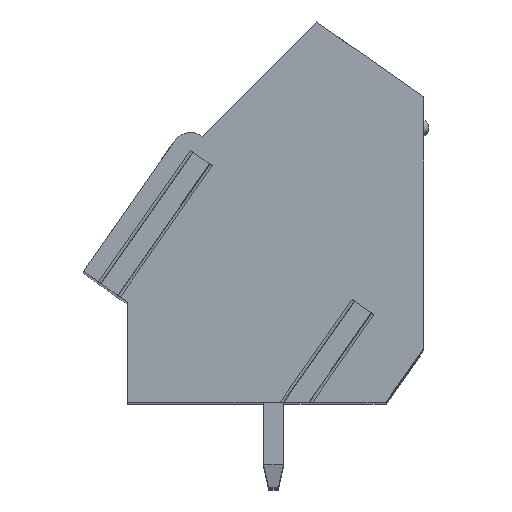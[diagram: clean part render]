
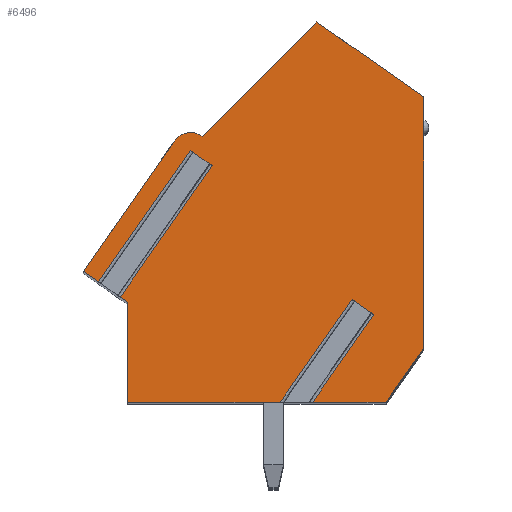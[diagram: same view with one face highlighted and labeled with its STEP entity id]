
A CAD part, top view. The second image highlights one B-rep face of the part: STEP entity #6496.
In plain terms, the highlighted planar face has unit normal (0, 0, 1).
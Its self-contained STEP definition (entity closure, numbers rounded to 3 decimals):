
#14=DIRECTION('',(-0.819,0.574,0.));
#15=VECTOR('',#14,1.085);
#16=CARTESIAN_POINT('',(4.498,-3.239,53.34));
#17=LINE('',#16,#15);
#18=DIRECTION('',(-0.574,-0.819,0.));
#19=VECTOR('',#18,5.115);
#20=CARTESIAN_POINT('',(3.61,-2.616,53.34));
#21=LINE('',#20,#19);
#22=DIRECTION('',(1.,0.,0.));
#23=VECTOR('',#22,6.246);
#24=CARTESIAN_POINT('',(-5.57,-6.807,53.34));
#25=LINE('',#24,#23);
#26=DIRECTION('',(0.,-1.,0.));
#27=VECTOR('',#26,4.087);
#28=CARTESIAN_POINT('',(-5.57,-2.72,53.34));
#29=LINE('',#28,#27);
#30=DIRECTION('',(0.819,-0.574,0.));
#31=VECTOR('',#30,0.355);
#32=CARTESIAN_POINT('',(-5.861,-2.516,53.34));
#33=LINE('',#32,#31);
#34=DIRECTION('',(-0.574,-0.819,0.));
#35=VECTOR('',#34,6.55);
#36=CARTESIAN_POINT('',(-2.104,2.849,53.34));
#37=LINE('',#36,#35);
#38=DIRECTION('',(-0.819,0.574,0.));
#39=VECTOR('',#38,1.085);
#40=CARTESIAN_POINT('',(-2.104,2.849,53.34));
#41=LINE('',#40,#39);
#42=DIRECTION('',(-0.574,-0.819,0.));
#43=VECTOR('',#42,6.55);
#44=CARTESIAN_POINT('',(-2.993,3.471,53.34));
#45=LINE('',#44,#43);
#46=DIRECTION('',(0.819,-0.574,0.));
#47=VECTOR('',#46,0.757);
#48=CARTESIAN_POINT('',(-7.37,-1.46,53.34));
#49=LINE('',#48,#47);
#50=DIRECTION('',(-0.574,-0.819,0.));
#51=VECTOR('',#50,6.486);
#52=CARTESIAN_POINT('',(-3.65,3.853,53.34));
#53=LINE('',#52,#51);
#54=CARTESIAN_POINT('',(-2.986,3.406,53.34));
#55=DIRECTION('',(0.,0.,1.));
#56=DIRECTION('',(0.598,0.802,0.));
#57=AXIS2_PLACEMENT_3D('',#54,#55,#56);
#59=DIRECTION('',(-0.707,-0.707,0.));
#60=VECTOR('',#59,6.609);
#61=CARTESIAN_POINT('',(2.165,8.721,53.34));
#62=LINE('',#61,#60);
#63=DIRECTION('',(-0.819,0.574,0.));
#64=VECTOR('',#63,5.329);
#65=CARTESIAN_POINT('',(6.53,5.664,53.34));
#66=LINE('',#65,#64);
#67=DIRECTION('',(0.,1.,0.));
#68=VECTOR('',#67,10.286);
#69=CARTESIAN_POINT('',(6.53,-4.622,53.34));
#70=LINE('',#69,#68);
#71=DIRECTION('',(0.574,0.819,0.));
#72=VECTOR('',#71,2.667);
#73=CARTESIAN_POINT('',(5.,-6.807,53.34));
#74=LINE('',#73,#72);
#75=DIRECTION('',(1.,0.,0.));
#76=VECTOR('',#75,3.);
#77=CARTESIAN_POINT('',(2.,-6.807,53.34));
#78=LINE('',#77,#76);
#79=DIRECTION('',(-0.574,-0.819,0.));
#80=VECTOR('',#79,4.355);
#81=CARTESIAN_POINT('',(4.498,-3.239,53.34));
#82=LINE('',#81,#80);
#5078=CARTESIAN_POINT('',(-2.508,4.048,53.34));
#5079=CARTESIAN_POINT('',(-3.65,3.853,53.34));
#5080=VERTEX_POINT('',#5078);
#5081=VERTEX_POINT('',#5079);
#5082=CARTESIAN_POINT('',(-7.37,-1.46,53.34));
#5083=VERTEX_POINT('',#5082);
#5084=CARTESIAN_POINT('',(-5.57,-2.72,53.34));
#5085=CARTESIAN_POINT('',(-5.57,-6.807,53.34));
#5086=VERTEX_POINT('',#5084);
#5087=VERTEX_POINT('',#5085);
#5088=CARTESIAN_POINT('',(5.,-6.807,53.34));
#5089=CARTESIAN_POINT('',(6.53,-4.622,53.34));
#5090=VERTEX_POINT('',#5088);
#5091=VERTEX_POINT('',#5089);
#5092=CARTESIAN_POINT('',(6.53,5.664,53.34));
#5093=VERTEX_POINT('',#5092);
#5094=CARTESIAN_POINT('',(2.165,8.721,53.34));
#5095=VERTEX_POINT('',#5094);
#5222=CARTESIAN_POINT('',(-2.104,2.849,53.34));
#5223=CARTESIAN_POINT('',(-2.993,3.471,53.34));
#5224=VERTEX_POINT('',#5222);
#5225=VERTEX_POINT('',#5223);
#5226=CARTESIAN_POINT('',(-5.861,-2.516,
53.34));
#5227=VERTEX_POINT('',#5226);
#5228=CARTESIAN_POINT('',(-6.75,-1.894,
53.34));
#5229=VERTEX_POINT('',#5228);
#5277=CARTESIAN_POINT('',(4.498,-3.239,53.34));
#5278=CARTESIAN_POINT('',(3.61,-2.616,53.34));
#5279=VERTEX_POINT('',#5277);
#5280=VERTEX_POINT('',#5278);
#5281=CARTESIAN_POINT('',(2.,-6.807,53.34));
#5282=VERTEX_POINT('',#5281);
#5283=CARTESIAN_POINT('',(0.676,-6.807,53.34));
#5284=VERTEX_POINT('',#5283);
#6455=CARTESIAN_POINT('',(0.,0.,53.34));
#6456=DIRECTION('',(0.,0.,1.));
#6457=DIRECTION('',(1.,0.,0.));
#6458=AXIS2_PLACEMENT_3D('',#6455,#6456,#6457);
#6459=PLANE('',#6458);
#6461=ORIENTED_EDGE('',*,*,#6460,.T.);
#6463=ORIENTED_EDGE('',*,*,#6462,.T.);
#6465=ORIENTED_EDGE('',*,*,#6464,.F.);
#6467=ORIENTED_EDGE('',*,*,#6466,.F.);
#6469=ORIENTED_EDGE('',*,*,#6468,.F.);
#6471=ORIENTED_EDGE('',*,*,#6470,.F.);
#6473=ORIENTED_EDGE('',*,*,#6472,.T.);
#6475=ORIENTED_EDGE('',*,*,#6474,.T.);
#6477=ORIENTED_EDGE('',*,*,#6476,.F.);
#6479=ORIENTED_EDGE('',*,*,#6478,.F.);
#6481=ORIENTED_EDGE('',*,*,#6480,.F.);
#6483=ORIENTED_EDGE('',*,*,#6482,.F.);
#6485=ORIENTED_EDGE('',*,*,#6484,.F.);
#6487=ORIENTED_EDGE('',*,*,#6486,.F.);
#6489=ORIENTED_EDGE('',*,*,#6488,.F.);
#6491=ORIENTED_EDGE('',*,*,#6490,.F.);
#6493=ORIENTED_EDGE('',*,*,#6492,.F.);
#6494=EDGE_LOOP('',(#6461,#6463,#6465,#6467,#6469,#6471,#6473,#6475,#6477,#6479,
#6481,#6483,#6485,#6487,#6489,#6491,#6493));
#6495=FACE_OUTER_BOUND('',#6494,.F.);
#58=CIRCLE('',#57,0.8);
#6460=EDGE_CURVE('',#5279,#5280,#17,.T.);
#6462=EDGE_CURVE('',#5280,#5284,#21,.T.);
#6464=EDGE_CURVE('',#5087,#5284,#25,.T.);
#6466=EDGE_CURVE('',#5086,#5087,#29,.T.);
#6468=EDGE_CURVE('',#5227,#5086,#33,.T.);
#6470=EDGE_CURVE('',#5224,#5227,#37,.T.);
#6472=EDGE_CURVE('',#5224,#5225,#41,.T.);
#6474=EDGE_CURVE('',#5225,#5229,#45,.T.);
#6476=EDGE_CURVE('',#5083,#5229,#49,.T.);
#6478=EDGE_CURVE('',#5081,#5083,#53,.T.);
#6480=EDGE_CURVE('',#5080,#5081,#58,.T.);
#6482=EDGE_CURVE('',#5095,#5080,#62,.T.);
#6484=EDGE_CURVE('',#5093,#5095,#66,.T.);
#6486=EDGE_CURVE('',#5091,#5093,#70,.T.);
#6488=EDGE_CURVE('',#5090,#5091,#74,.T.);
#6490=EDGE_CURVE('',#5282,#5090,#78,.T.);
#6492=EDGE_CURVE('',#5279,#5282,#82,.T.);
#6496=ADVANCED_FACE('',(#6495),#6459,.T.);
